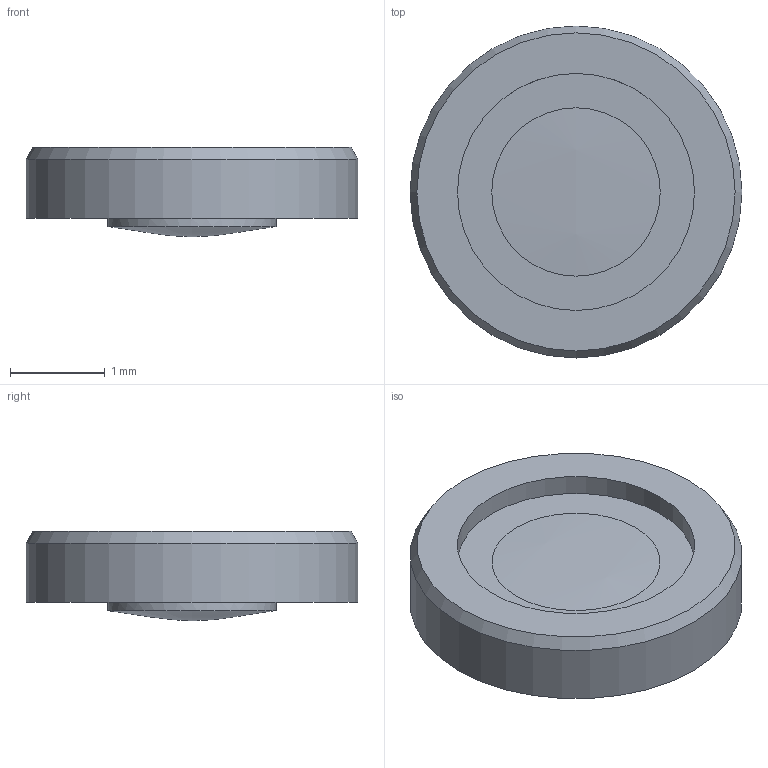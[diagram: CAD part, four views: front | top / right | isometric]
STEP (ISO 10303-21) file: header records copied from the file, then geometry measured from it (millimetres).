
FILE_DESCRIPTION(/* description */ (''),/* implementation_level */ '2;1');
FILE_NAME(/* name */ 'P0844259-02-Element 4.stp',/* time_stamp */ '2023-09-14T07:18:38-07:00',/* author */ (''),/* organization */ (''),/* preprocessor_version */ 'ST-DEVELOPER v18.102',/* originating_system */ 'SIEMENS PLM Software NX2206.8900',/* authorisation */ '');
FILE_SCHEMA (('AUTOMOTIVE_DESIGN { 1 0 10303 214 3 1 1 1 }'));
Bounding box: 3.5 x 3.5 x 0.94 mm (x, y, z)
Volume: 6.4 mm3; surface area: 29.1 mm2
Topology: 1 solids, 1 shells, 9 faces, 16 edges, 11 vertices
Faces by surface type: plane 3, cylinder 2, bspline 2, sphere 1, cone 1
Full cylindrical faces by diameter (mm): 2.5 x1, 3.5 x1
Entity records: 436 total; most frequent: CRTPNT 257, DRCTN 30, ORNEDG 22, EDGLP 15, A2PL3D 15, FCBND 12, EDGCRV 11, VRTPNT 10
